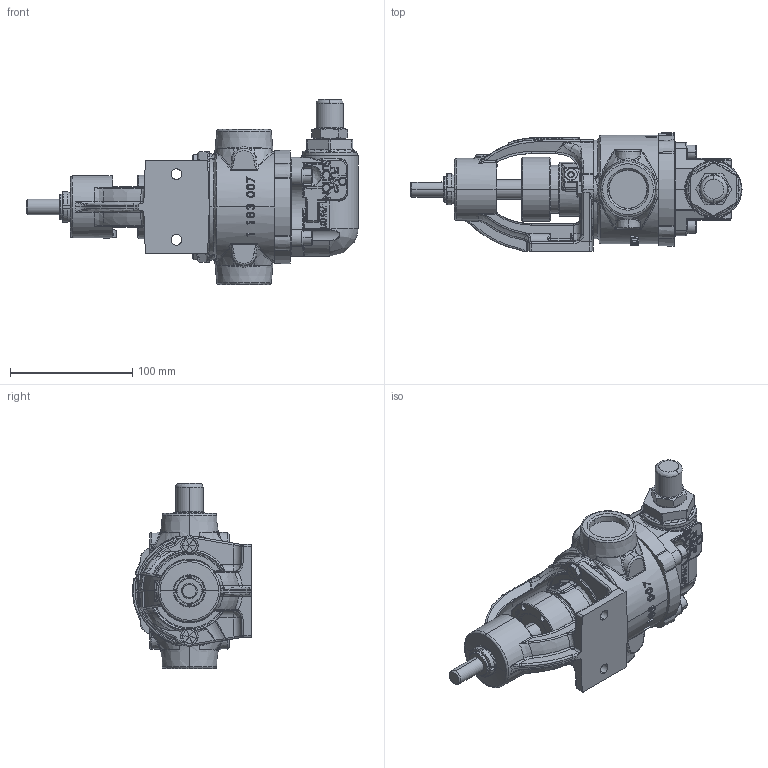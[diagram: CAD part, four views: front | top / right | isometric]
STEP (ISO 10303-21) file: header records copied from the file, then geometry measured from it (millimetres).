
FILE_DESCRIPTION (( 'STEP AP214' ), '1' );
FILE_NAME ('G724.STEP', '2016-08-24T21:10:43', ( '' ), ( '' ), 'SwSTEP 2.0', 'SolidWorks 2015', '' );
FILE_SCHEMA (( 'AUTOMOTIVE_DESIGN' ));
Length unit declared in the file: inch
Products named in the file (1): G724
Bounding box: 271.93 x 97.31 x 151.54 mm (x, y, z)
Volume: 1020516 mm3; surface area: 112698.1 mm2
Topology: 1 solids, 1 shells, 2449 faces, 6348 edges, 3963 vertices
Faces by surface type: plane 1073, bspline 903, cylinder 339, cone 134
Entity records: 171342 total; most frequent: CARTESIAN_POINT 86711, ORIENTED_EDGE 12570, DIRECTION 8596, EDGE_CURVE 6285, VERTEX_POINT 3965, AXIS2_PLACEMENT_3D 2895, VECTOR 2806, LINE 2806
